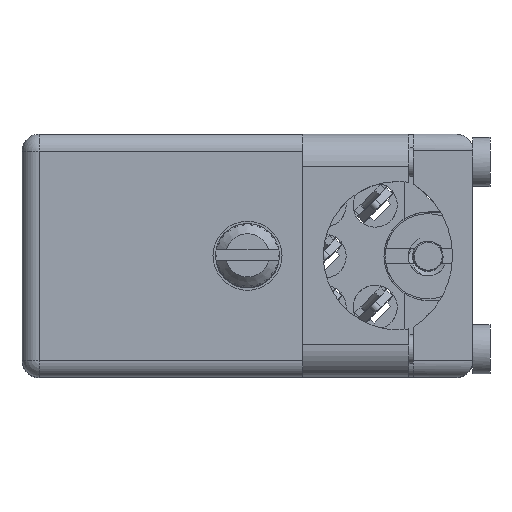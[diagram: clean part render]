
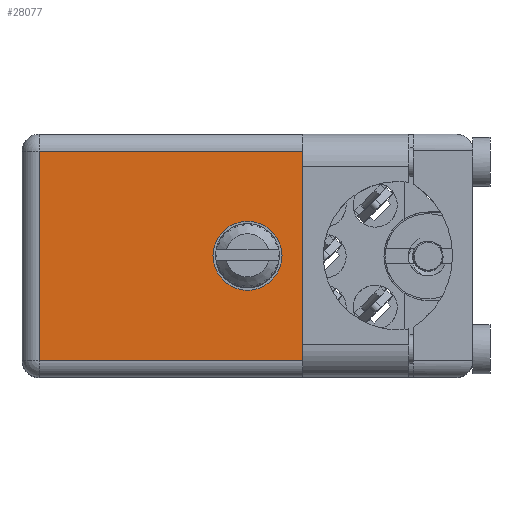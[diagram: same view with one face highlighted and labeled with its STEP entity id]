
A CAD part, top view. The second image highlights one B-rep face of the part: STEP entity #28077.
In plain terms, the highlighted face is planar.
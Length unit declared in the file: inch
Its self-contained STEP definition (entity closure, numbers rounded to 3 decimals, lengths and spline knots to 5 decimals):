
#2743 = LINE ( 'NONE', #63680, #169399 ) ;
#4745 = VECTOR ( 'NONE', #38010, 39.37008 ) ;
#5419 = FACE_OUTER_BOUND ( 'NONE', #40819, .T. ) ;
#6567 = VERTEX_POINT ( 'NONE', #175227 ) ;
#12583 = VECTOR ( 'NONE', #22146, 39.37008 ) ;
#15851 = EDGE_CURVE ( 'NONE', #79243, #157658, #156326, .T. ) ;
#18663 = DIRECTION ( 'NONE',  ( -1., 0., 0. ) ) ;
#20171 = DIRECTION ( 'NONE',  ( 0., 1., 0. ) ) ;
#22146 = DIRECTION ( 'NONE',  ( 0., 0., 1. ) ) ;
#23111 = DIRECTION ( 'NONE',  ( 1., 0., 0. ) ) ;
#26121 = DIRECTION ( 'NONE',  ( 0., 0., 1. ) ) ;
#28077 = ADVANCED_FACE ( 'NONE', ( #5419, #93829 ), #127144, .T. ) ;
#32022 = ORIENTED_EDGE ( 'NONE', *, *, #144537, .F. ) ;
#33344 = CARTESIAN_POINT ( 'NONE',  ( 1.15, 0.906, -0.665 ) ) ;
#34367 = CARTESIAN_POINT ( 'NONE',  ( 0.865, 0.906, -0.6025 ) ) ;
#35635 = CARTESIAN_POINT ( 'NONE',  ( 0.865, 0.906, -0.6025 ) ) ;
#36604 = DIRECTION ( 'NONE',  ( 1., 0., 0. ) ) ;
#36669 = CARTESIAN_POINT ( 'NONE',  ( 1.15, 0.906, -0.6025 ) ) ;
#36893 = LINE ( 'NONE', #93873, #12583 ) ;
#38010 = DIRECTION ( 'NONE',  ( 0., 0., 1. ) ) ;
#40819 = EDGE_LOOP ( 'NONE', ( #100179, #140898, #79680, #95673, #155545, #68093, #159001, #138120 ) ) ;
#43072 = DIRECTION ( 'NONE',  ( 0., 0., 1. ) ) ;
#43781 = CARTESIAN_POINT ( 'NONE',  ( 1.15, 0.906, -0.05 ) ) ;
#53695 = DIRECTION ( 'NONE',  ( 0., 0., 1. ) ) ;
#56919 = CIRCLE ( 'NONE', #182313, 0.1015 ) ;
#61297 = VERTEX_POINT ( 'NONE', #43781 ) ;
#63680 = CARTESIAN_POINT ( 'NONE',  ( 0., 0.906, -0.665 ) ) ;
#67150 = VECTOR ( 'NONE', #23111, 39.37008 ) ;
#67663 = EDGE_CURVE ( 'NONE', #157451, #100016, #160295, .T. ) ;
#68093 = ORIENTED_EDGE ( 'NONE', *, *, #107184, .T. ) ;
#71704 = AXIS2_PLACEMENT_3D ( 'NONE', #171507, #189181, #53695 ) ;
#76619 = CARTESIAN_POINT ( 'NONE',  ( 0.865, 0.906, -0.1125 ) ) ;
#79243 = VERTEX_POINT ( 'NONE', #135507 ) ;
#79680 = ORIENTED_EDGE ( 'NONE', *, *, #170382, .F. ) ;
#81572 = VERTEX_POINT ( 'NONE', #179732 ) ;
#90675 = ORIENTED_EDGE ( 'NONE', *, *, #15851, .F. ) ;
#93829 = FACE_BOUND ( 'NONE', #99761, .T. ) ;
#93873 = CARTESIAN_POINT ( 'NONE',  ( 0.05, 0.906, -0.715 ) ) ;
#95673 = ORIENTED_EDGE ( 'NONE', *, *, #106657, .T. ) ;
#99394 = LINE ( 'NONE', #35635, #164097 ) ;
#99761 = EDGE_LOOP ( 'NONE', ( #90675, #32022 ) ) ;
#100016 = VERTEX_POINT ( 'NONE', #34367 ) ;
#100179 = ORIENTED_EDGE ( 'NONE', *, *, #138345, .T. ) ;
#100745 = LINE ( 'NONE', #192065, #104899 ) ;
#101082 = EDGE_CURVE ( 'NONE', #165006, #149664, #189209, .T. ) ;
#104899 = VECTOR ( 'NONE', #26121, 39.37008 ) ;
#106657 = EDGE_CURVE ( 'NONE', #81572, #157451, #123728, .T. ) ;
#107184 = EDGE_CURVE ( 'NONE', #100016, #149664, #99394, .T. ) ;
#107402 = VERTEX_POINT ( 'NONE', #170853 ) ;
#108683 = EDGE_CURVE ( 'NONE', #107402, #61297, #156613, .T. ) ;
#118257 = AXIS2_PLACEMENT_3D ( 'NONE', #157535, #20171, #139931 ) ;
#120520 = CARTESIAN_POINT ( 'NONE',  ( 0.6625, 0.906, -0.459 ) ) ;
#123728 = LINE ( 'NONE', #76619, #170402 ) ;
#127144 = PLANE ( 'NONE',  #118257 ) ;
#128124 = CARTESIAN_POINT ( 'NONE',  ( 1.15, 0.906, -0.05 ) ) ;
#128687 = CARTESIAN_POINT ( 'NONE',  ( 0.865, 0.906, -0.1125 ) ) ;
#133018 = VECTOR ( 'NONE', #192753, 39.37008 ) ;
#135507 = CARTESIAN_POINT ( 'NONE',  ( 0.6625, 0.906, -0.256 ) ) ;
#138120 = ORIENTED_EDGE ( 'NONE', *, *, #140227, .T. ) ;
#138345 = EDGE_CURVE ( 'NONE', #6567, #107402, #36893, .T. ) ;
#139931 = DIRECTION ( 'NONE',  ( 0., 0., 1. ) ) ;
#140162 = DIRECTION ( 'NONE',  ( -1., 0., 0. ) ) ;
#140227 = EDGE_CURVE ( 'NONE', #165006, #6567, #2743, .T. ) ;
#140898 = ORIENTED_EDGE ( 'NONE', *, *, #108683, .T. ) ;
#144537 = EDGE_CURVE ( 'NONE', #157658, #79243, #56919, .T. ) ;
#149664 = VERTEX_POINT ( 'NONE', #36669 ) ;
#154839 = CARTESIAN_POINT ( 'NONE',  ( 1.15, 0.906, -0.715 ) ) ;
#155545 = ORIENTED_EDGE ( 'NONE', *, *, #67663, .T. ) ;
#156326 = CIRCLE ( 'NONE', #71704, 0.1015 ) ;
#156613 = LINE ( 'NONE', #128124, #67150 ) ;
#157451 = VERTEX_POINT ( 'NONE', #128687 ) ;
#157535 = CARTESIAN_POINT ( 'NONE',  ( 0., 0.906, -0.715 ) ) ;
#157658 = VERTEX_POINT ( 'NONE', #120520 ) ;
#159001 = ORIENTED_EDGE ( 'NONE', *, *, #101082, .F. ) ;
#160295 = LINE ( 'NONE', #161272, #133018 ) ;
#161272 = CARTESIAN_POINT ( 'NONE',  ( 0.865, 0.906, -0.1125 ) ) ;
#164097 = VECTOR ( 'NONE', #36604, 39.37008 ) ;
#165006 = VERTEX_POINT ( 'NONE', #33344 ) ;
#169399 = VECTOR ( 'NONE', #140162, 39.37008 ) ;
#170382 = EDGE_CURVE ( 'NONE', #81572, #61297, #100745, .T. ) ;
#170402 = VECTOR ( 'NONE', #18663, 39.37008 ) ;
#170853 = CARTESIAN_POINT ( 'NONE',  ( 0.05, 0.906, -0.05 ) ) ;
#171507 = CARTESIAN_POINT ( 'NONE',  ( 0.6625, 0.906, -0.3575 ) ) ;
#175227 = CARTESIAN_POINT ( 'NONE',  ( 0.05, 0.906, -0.665 ) ) ;
#177565 = DIRECTION ( 'NONE',  ( 0., 1., 0. ) ) ;
#179732 = CARTESIAN_POINT ( 'NONE',  ( 1.15, 0.906, -0.1125 ) ) ;
#182313 = AXIS2_PLACEMENT_3D ( 'NONE', #190391, #177565, #43072 ) ;
#189181 = DIRECTION ( 'NONE',  ( 0., 1., 0. ) ) ;
#189209 = LINE ( 'NONE', #154839, #4745 ) ;
#190391 = CARTESIAN_POINT ( 'NONE',  ( 0.6625, 0.906, -0.3575 ) ) ;
#192065 = CARTESIAN_POINT ( 'NONE',  ( 1.15, 0.906, -0.715 ) ) ;
#192753 = DIRECTION ( 'NONE',  ( 0., 0., -1. ) ) ;
